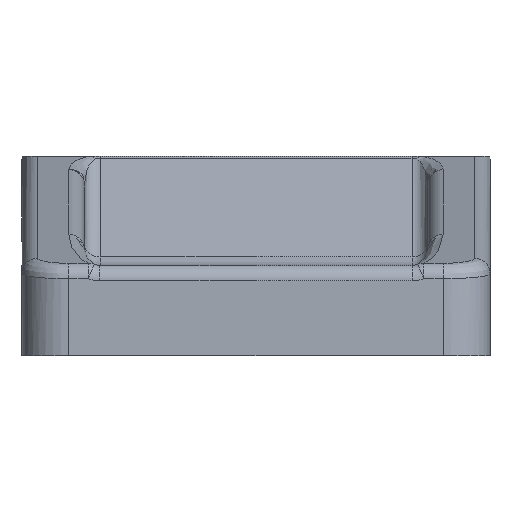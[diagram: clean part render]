
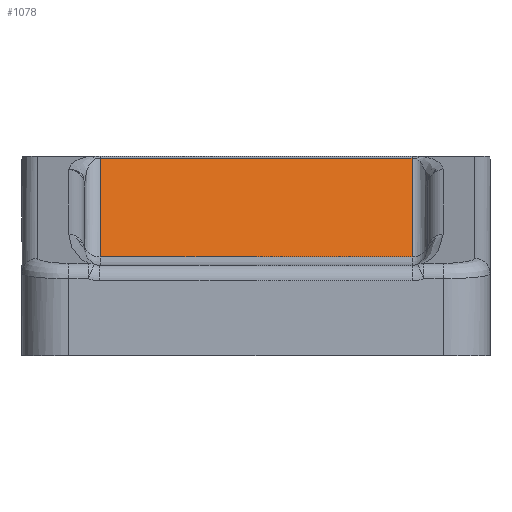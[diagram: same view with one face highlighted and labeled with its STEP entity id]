
A CAD part, front view. The second image highlights one B-rep face of the part: STEP entity #1078.
In plain terms, the highlighted planar face has unit normal (0, -0.5, 0.866).
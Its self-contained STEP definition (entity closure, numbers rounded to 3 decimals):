
#120 = VERTEX_POINT ( 'NONE', #558 ) ;
#126 = LINE ( 'NONE', #301, #1521 ) ;
#192 = CARTESIAN_POINT ( 'NONE',  ( -10., -4.596, 6.336 ) ) ;
#236 = DIRECTION ( 'NONE',  ( 0., 0.5, -0.866 ) ) ;
#256 = EDGE_CURVE ( 'NONE', #1386, #643, #411, .T. ) ;
#296 = DIRECTION ( 'NONE',  ( -1., 0., 0. ) ) ;
#301 = CARTESIAN_POINT ( 'NONE',  ( 10., 6.6, 12.8 ) ) ;
#305 = EDGE_CURVE ( 'NONE', #909, #1386, #1412, .T. ) ;
#319 = CARTESIAN_POINT ( 'NONE',  ( 15., -4.596, 6.336 ) ) ;
#324 = EDGE_LOOP ( 'NONE', ( #1648, #981, #1564, #531 ) ) ;
#411 = LINE ( 'NONE', #319, #1458 ) ;
#416 = EDGE_CURVE ( 'NONE', #643, #120, #126, .T. ) ;
#452 = DIRECTION ( 'NONE',  ( 1., 0., 0. ) ) ;
#456 = VECTOR ( 'NONE', #460, 1000. ) ;
#460 = DIRECTION ( 'NONE',  ( 0., -0.866, -0.5 ) ) ;
#531 = ORIENTED_EDGE ( 'NONE', *, *, #256, .T. ) ;
#558 = CARTESIAN_POINT ( 'NONE',  ( 10., 6.368, 12.666 ) ) ;
#643 = VERTEX_POINT ( 'NONE', #1647 ) ;
#866 = LINE ( 'NONE', #1114, #1581 ) ;
#909 = VERTEX_POINT ( 'NONE', #1034 ) ;
#981 = ORIENTED_EDGE ( 'NONE', *, *, #1634, .T. ) ;
#991 = DIRECTION ( 'NONE',  ( 0., 0.866, 0.5 ) ) ;
#1034 = CARTESIAN_POINT ( 'NONE',  ( -10., 6.368, 12.666 ) ) ;
#1054 = PLANE ( 'NONE',  #1057 ) ;
#1057 = AXIS2_PLACEMENT_3D ( 'NONE', #1452, #236, #1181 ) ;
#1078 = ADVANCED_FACE ( 'NONE', ( #1126 ), #1054, .F. ) ;
#1114 = CARTESIAN_POINT ( 'NONE',  ( 15., 6.368, 12.666 ) ) ;
#1126 = FACE_OUTER_BOUND ( 'NONE', #324, .T. ) ;
#1181 = DIRECTION ( 'NONE',  ( 0., 0.866, 0.5 ) ) ;
#1386 = VERTEX_POINT ( 'NONE', #1665 ) ;
#1412 = LINE ( 'NONE', #192, #456 ) ;
#1452 = CARTESIAN_POINT ( 'NONE',  ( 15., 6.6, 12.8 ) ) ;
#1458 = VECTOR ( 'NONE', #452, 1000. ) ;
#1521 = VECTOR ( 'NONE', #991, 1000. ) ;
#1564 = ORIENTED_EDGE ( 'NONE', *, *, #305, .T. ) ;
#1581 = VECTOR ( 'NONE', #296, 1000. ) ;
#1634 = EDGE_CURVE ( 'NONE', #120, #909, #866, .T. ) ;
#1647 = CARTESIAN_POINT ( 'NONE',  ( 10., -4.596, 6.336 ) ) ;
#1648 = ORIENTED_EDGE ( 'NONE', *, *, #416, .T. ) ;
#1665 = CARTESIAN_POINT ( 'NONE',  ( -10., -4.596, 6.336 ) ) ;
